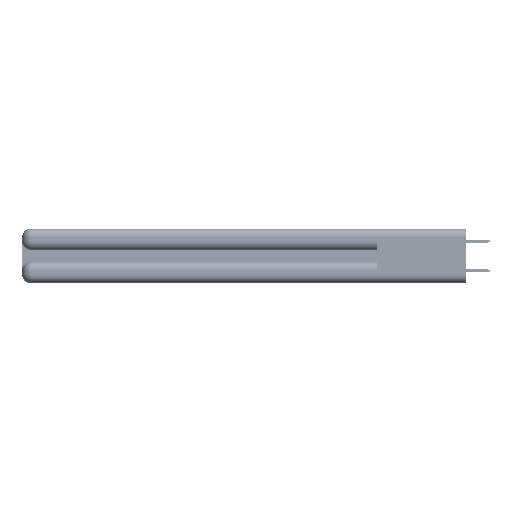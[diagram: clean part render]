
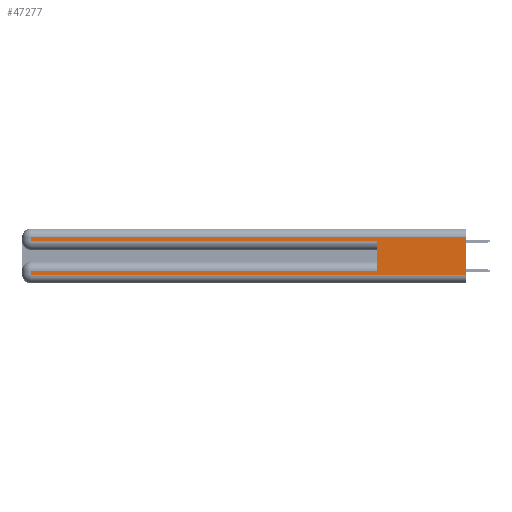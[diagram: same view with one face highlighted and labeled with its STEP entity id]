
A CAD part, left-side view. The second image highlights one B-rep face of the part: STEP entity #47277.
In plain terms, the highlighted planar face has unit normal (-1, 0, 0).
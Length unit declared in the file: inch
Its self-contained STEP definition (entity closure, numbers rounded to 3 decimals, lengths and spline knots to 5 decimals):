
#1048 = DIRECTION ( 'NONE',  ( 1., 0., 0. ) ) ;
#1068 = ORIENTED_EDGE ( 'NONE', *, *, #22424, .T. ) ;
#1229 = CARTESIAN_POINT ( 'NONE',  ( 0., 0., 0.31 ) ) ;
#1735 = ORIENTED_EDGE ( 'NONE', *, *, #18983, .T. ) ;
#3489 = DIRECTION ( 'NONE',  ( 0., 0., -1. ) ) ;
#3544 = AXIS2_PLACEMENT_3D ( 'NONE', #53670, #1048, #32003 ) ;
#4621 = CARTESIAN_POINT ( 'NONE',  ( 0., 0.6, 0.145 ) ) ;
#4681 = VECTOR ( 'NONE', #30490, 39.37008 ) ;
#4695 = CARTESIAN_POINT ( 'NONE',  ( 0., 0., 0.085 ) ) ;
#4873 = EDGE_CURVE ( 'NONE', #25691, #35060, #47259, .T. ) ;
#5901 = DIRECTION ( 'NONE',  ( 0., -1., 0. ) ) ;
#6308 = VECTOR ( 'NONE', #9179, 39.37008 ) ;
#8718 = ORIENTED_EDGE ( 'NONE', *, *, #48926, .F. ) ;
#9179 = DIRECTION ( 'NONE',  ( 0., 1., 0. ) ) ;
#9806 = DIRECTION ( 'NONE',  ( 0., 1., 0. ) ) ;
#12884 = CARTESIAN_POINT ( 'NONE',  ( 0., 2.94, 0.37 ) ) ;
#13348 = VECTOR ( 'NONE', #34849, 39.37008 ) ;
#14668 = VECTOR ( 'NONE', #9806, 39.37008 ) ;
#15056 = CARTESIAN_POINT ( 'NONE',  ( 0., 2.94, 0.085 ) ) ;
#18744 = CARTESIAN_POINT ( 'NONE',  ( 0., 0., 0.31 ) ) ;
#18983 = EDGE_CURVE ( 'NONE', #35060, #30342, #32491, .T. ) ;
#19265 = LINE ( 'NONE', #43540, #4681 ) ;
#20972 = CARTESIAN_POINT ( 'NONE',  ( 0., 0.6, 0.085 ) ) ;
#22155 = VECTOR ( 'NONE', #22562, 39.37008 ) ;
#22424 = EDGE_CURVE ( 'NONE', #25551, #33410, #51811, .T. ) ;
#22562 = DIRECTION ( 'NONE',  ( 0., -1., 0. ) ) ;
#22713 = EDGE_LOOP ( 'NONE', ( #8718, #38402, #48643, #1735, #34957, #1068, #47986, #50750 ) ) ;
#24637 = LINE ( 'NONE', #32391, #25989 ) ;
#25551 = VERTEX_POINT ( 'NONE', #20972 ) ;
#25691 = VERTEX_POINT ( 'NONE', #57044 ) ;
#25989 = VECTOR ( 'NONE', #5901, 39.37008 ) ;
#27061 = CARTESIAN_POINT ( 'NONE',  ( 0., 2.94, 0.285 ) ) ;
#27161 = CARTESIAN_POINT ( 'NONE',  ( 0., 0., 0.285 ) ) ;
#27448 = VERTEX_POINT ( 'NONE', #18744 ) ;
#27978 = CARTESIAN_POINT ( 'NONE',  ( 0., 2.94, 0.06 ) ) ;
#28023 = VECTOR ( 'NONE', #3489, 39.37008 ) ;
#30342 = VERTEX_POINT ( 'NONE', #38413 ) ;
#30490 = DIRECTION ( 'NONE',  ( 0., 0., -1. ) ) ;
#31146 = EDGE_CURVE ( 'NONE', #33410, #52483, #48435, .T. ) ;
#32003 = DIRECTION ( 'NONE',  ( 0., 0., -1. ) ) ;
#32391 = CARTESIAN_POINT ( 'NONE',  ( 0., 0., 0.06 ) ) ;
#32491 = LINE ( 'NONE', #27161, #22155 ) ;
#33410 = VERTEX_POINT ( 'NONE', #15056 ) ;
#34849 = DIRECTION ( 'NONE',  ( 0., 0., -1. ) ) ;
#34957 = ORIENTED_EDGE ( 'NONE', *, *, #56656, .F. ) ;
#35060 = VERTEX_POINT ( 'NONE', #27061 ) ;
#35830 = EDGE_CURVE ( 'NONE', #52483, #55841, #24637, .T. ) ;
#36602 = FACE_OUTER_BOUND ( 'NONE', #22713, .T. ) ;
#38117 = LINE ( 'NONE', #1229, #14668 ) ;
#38402 = ORIENTED_EDGE ( 'NONE', *, *, #38641, .T. ) ;
#38413 = CARTESIAN_POINT ( 'NONE',  ( 0., 0.6, 0.285 ) ) ;
#38641 = EDGE_CURVE ( 'NONE', #27448, #25691, #38117, .T. ) ;
#39952 = DIRECTION ( 'NONE',  ( 0., 0., 1. ) ) ;
#43540 = CARTESIAN_POINT ( 'NONE',  ( 0., 0., 0.37 ) ) ;
#47259 = LINE ( 'NONE', #47431, #28023 ) ;
#47277 = ADVANCED_FACE ( 'NONE', ( #36602 ), #53854, .F. ) ;
#47431 = CARTESIAN_POINT ( 'NONE',  ( 0., 2.94, 0.37 ) ) ;
#47986 = ORIENTED_EDGE ( 'NONE', *, *, #31146, .T. ) ;
#48435 = LINE ( 'NONE', #12884, #13348 ) ;
#48643 = ORIENTED_EDGE ( 'NONE', *, *, #4873, .T. ) ;
#48926 = EDGE_CURVE ( 'NONE', #27448, #55841, #19265, .T. ) ;
#49627 = VECTOR ( 'NONE', #39952, 39.37008 ) ;
#50750 = ORIENTED_EDGE ( 'NONE', *, *, #35830, .T. ) ;
#51013 = LINE ( 'NONE', #4621, #49627 ) ;
#51811 = LINE ( 'NONE', #4695, #6308 ) ;
#52483 = VERTEX_POINT ( 'NONE', #27978 ) ;
#53670 = CARTESIAN_POINT ( 'NONE',  ( 0., 0., 0.37 ) ) ;
#53854 = PLANE ( 'NONE',  #3544 ) ;
#55841 = VERTEX_POINT ( 'NONE', #57064 ) ;
#56656 = EDGE_CURVE ( 'NONE', #25551, #30342, #51013, .T. ) ;
#57044 = CARTESIAN_POINT ( 'NONE',  ( 0., 2.94, 0.31 ) ) ;
#57064 = CARTESIAN_POINT ( 'NONE',  ( 0., 0., 0.06 ) ) ;
